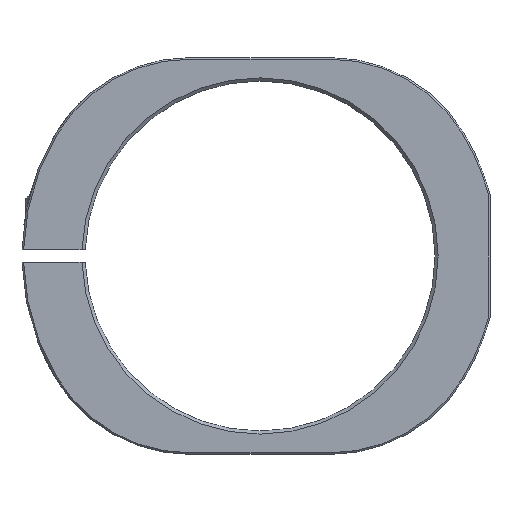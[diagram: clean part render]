
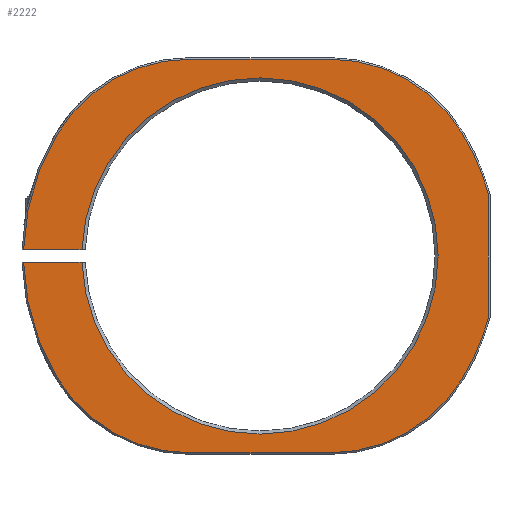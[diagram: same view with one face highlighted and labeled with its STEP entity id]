
A CAD part, left-side view. The second image highlights one B-rep face of the part: STEP entity #2222.
In plain terms, the highlighted planar face has unit normal (-1, 0, 0).
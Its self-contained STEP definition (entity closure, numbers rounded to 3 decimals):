
#13 = CARTESIAN_POINT ( 'NONE',  ( -11.491, -39.959, 19.503 ) ) ;
#14 = LINE ( 'NONE', #1594, #781 ) ;
#28 = EDGE_CURVE ( 'NONE', #502, #1969, #14, .T. ) ;
#36 = DIRECTION ( 'NONE',  ( 0., 1., 0. ) ) ;
#39 = DIRECTION ( 'NONE',  ( -1., 0., 0. ) ) ;
#52 = AXIS2_PLACEMENT_3D ( 'NONE', #1171, #1565, #1377 ) ;
#64 = VERTEX_POINT ( 'NONE', #1194 ) ;
#91 = ORIENTED_EDGE ( 'NONE', *, *, #28, .T. ) ;
#107 = CIRCLE ( 'NONE', #1372, 37.85 ) ;
#110 = CARTESIAN_POINT ( 'NONE',  ( -11.491, 3.707, -6.75 ) ) ;
#140 = DIRECTION ( 'NONE',  ( 0., 0., -1. ) ) ;
#171 = CARTESIAN_POINT ( 'NONE',  ( -11.491, -44.07, 9.835 ) ) ;
#196 = CARTESIAN_POINT ( 'NONE',  ( -11.491, 46.439, -1. ) ) ;
#226 = VERTEX_POINT ( 'NONE', #13 ) ;
#238 = ORIENTED_EDGE ( 'NONE', *, *, #971, .T. ) ;
#282 = CIRCLE ( 'NONE', #1483, 28.5 ) ;
#304 = AXIS2_PLACEMENT_3D ( 'NONE', #335, #1204, #1216 ) ;
#320 = ORIENTED_EDGE ( 'NONE', *, *, #747, .T. ) ;
#326 = VERTEX_POINT ( 'NONE', #354 ) ;
#328 = DIRECTION ( 'NONE',  ( 1., 0., 0. ) ) ;
#335 = CARTESIAN_POINT ( 'NONE',  ( -11.491, -18.747, -6.75 ) ) ;
#354 = CARTESIAN_POINT ( 'NONE',  ( -11.491, 20.962, -1. ) ) ;
#370 = FACE_OUTER_BOUND ( 'NONE', #1794, .T. ) ;
#410 = ORIENTED_EDGE ( 'NONE', *, *, #2164, .T. ) ;
#433 = ORIENTED_EDGE ( 'NONE', *, *, #1376, .T. ) ;
#461 = CARTESIAN_POINT ( 'NONE',  ( -11.491, -7.52, 31.5 ) ) ;
#474 = VECTOR ( 'NONE', #891, 1000. ) ;
#502 = VERTEX_POINT ( 'NONE', #838 ) ;
#506 = DIRECTION ( 'NONE',  ( 0., 0., -1. ) ) ;
#509 = CARTESIAN_POINT ( 'NONE',  ( -11.491, -7.52, 0. ) ) ;
#515 = CARTESIAN_POINT ( 'NONE',  ( -11.491, 3.707, 31.5 ) ) ;
#526 = VECTOR ( 'NONE', #1724, 1000. ) ;
#527 = DIRECTION ( 'NONE',  ( 0., -1., 0. ) ) ;
#544 = ORIENTED_EDGE ( 'NONE', *, *, #696, .T. ) ;
#553 = VECTOR ( 'NONE', #1537, 1000. ) ;
#607 = CARTESIAN_POINT ( 'NONE',  ( -11.491, -39.959, -19.503 ) ) ;
#659 = EDGE_CURVE ( 'NONE', #834, #2131, #2062, .T. ) ;
#661 = EDGE_CURVE ( 'NONE', #64, #1819, #1452, .T. ) ;
#674 = LINE ( 'NONE', #196, #2160 ) ;
#696 = EDGE_CURVE ( 'NONE', #831, #1437, #2275, .T. ) ;
#742 = CIRCLE ( 'NONE', #1206, 28.5 ) ;
#747 = EDGE_CURVE ( 'NONE', #2024, #64, #107, .T. ) ;
#763 = DIRECTION ( 'NONE',  ( 1., 0., 0. ) ) ;
#767 = CARTESIAN_POINT ( 'NONE',  ( -11.491, -7.52, 0. ) ) ;
#768 = DIRECTION ( 'NONE',  ( 0., 0., -1. ) ) ;
#777 = EDGE_CURVE ( 'NONE', #226, #831, #1849, .T. ) ;
#781 = VECTOR ( 'NONE', #527, 1000. ) ;
#782 = CARTESIAN_POINT ( 'NONE',  ( -11.491, -18.747, 31.5 ) ) ;
#817 = CIRCLE ( 'NONE', #304, 24.75 ) ;
#831 = VERTEX_POINT ( 'NONE', #782 ) ;
#834 = VERTEX_POINT ( 'NONE', #607 ) ;
#836 = CARTESIAN_POINT ( 'NONE',  ( -11.491, -18.747, 6.75 ) ) ;
#838 = CARTESIAN_POINT ( 'NONE',  ( -11.491, 30.316, 1. ) ) ;
#840 = ORIENTED_EDGE ( 'NONE', *, *, #1466, .T. ) ;
#850 = EDGE_CURVE ( 'NONE', #1819, #940, #1217, .T. ) ;
#891 = DIRECTION ( 'NONE',  ( 0., 0., 1. ) ) ;
#896 = ORIENTED_EDGE ( 'NONE', *, *, #1892, .T. ) ;
#933 = EDGE_CURVE ( 'NONE', #2131, #1628, #2221, .T. ) ;
#940 = VERTEX_POINT ( 'NONE', #1276 ) ;
#958 = EDGE_CURVE ( 'NONE', #1570, #502, #1682, .T. ) ;
#964 = CARTESIAN_POINT ( 'NONE',  ( -11.491, -44.07, -9.835 ) ) ;
#971 = EDGE_CURVE ( 'NONE', #326, #2024, #674, .T. ) ;
#1019 = DIRECTION ( 'NONE',  ( 0., 0., -1. ) ) ;
#1035 = AXIS2_PLACEMENT_3D ( 'NONE', #1340, #1748, #1909 ) ;
#1072 = DIRECTION ( 'NONE',  ( -1., 0., 0. ) ) ;
#1082 = CARTESIAN_POINT ( 'NONE',  ( -11.491, -7.52, 0. ) ) ;
#1103 = AXIS2_PLACEMENT_3D ( 'NONE', #1510, #1499, #1310 ) ;
#1136 = ORIENTED_EDGE ( 'NONE', *, *, #2107, .T. ) ;
#1155 = CARTESIAN_POINT ( 'NONE',  ( -11.491, -7.52, -31.5 ) ) ;
#1171 = CARTESIAN_POINT ( 'NONE',  ( -11.491, -7.52, 0. ) ) ;
#1174 = ORIENTED_EDGE ( 'NONE', *, *, #777, .T. ) ;
#1194 = CARTESIAN_POINT ( 'NONE',  ( -11.491, 24.918, -19.503 ) ) ;
#1196 = PLANE ( 'NONE',  #2280 ) ;
#1204 = DIRECTION ( 'NONE',  ( -1., 0., 0. ) ) ;
#1206 = AXIS2_PLACEMENT_3D ( 'NONE', #1668, #763, #768 ) ;
#1208 = ORIENTED_EDGE ( 'NONE', *, *, #661, .T. ) ;
#1216 = DIRECTION ( 'NONE',  ( 0., 0., -1. ) ) ;
#1217 = LINE ( 'NONE', #1155, #553 ) ;
#1231 = AXIS2_PLACEMENT_3D ( 'NONE', #110, #1902, #1364 ) ;
#1268 = DIRECTION ( 'NONE',  ( 0., 0., -1. ) ) ;
#1276 = CARTESIAN_POINT ( 'NONE',  ( -11.491, -18.747, -31.5 ) ) ;
#1285 = DIRECTION ( 'NONE',  ( 0., 0., -1. ) ) ;
#1297 = ORIENTED_EDGE ( 'NONE', *, *, #850, .T. ) ;
#1310 = DIRECTION ( 'NONE',  ( 0., 0., -1. ) ) ;
#1312 = DIRECTION ( 'NONE',  ( -1., 0., 0. ) ) ;
#1340 = CARTESIAN_POINT ( 'NONE',  ( -11.491, -7.52, 0. ) ) ;
#1344 = CARTESIAN_POINT ( 'NONE',  ( -11.491, 24.918, 19.503 ) ) ;
#1354 = ORIENTED_EDGE ( 'NONE', *, *, #1400, .T. ) ;
#1364 = DIRECTION ( 'NONE',  ( 0., 0., -1. ) ) ;
#1372 = AXIS2_PLACEMENT_3D ( 'NONE', #1082, #39, #1285 ) ;
#1376 = EDGE_CURVE ( 'NONE', #1969, #1913, #1745, .T. ) ;
#1377 = DIRECTION ( 'NONE',  ( 0., 0., -1. ) ) ;
#1400 = EDGE_CURVE ( 'NONE', #940, #834, #817, .T. ) ;
#1405 = DIRECTION ( 'NONE',  ( 1., 0., 0. ) ) ;
#1408 = CARTESIAN_POINT ( 'NONE',  ( -11.491, -7.52, -28.5 ) ) ;
#1420 = VERTEX_POINT ( 'NONE', #1408 ) ;
#1437 = VERTEX_POINT ( 'NONE', #515 ) ;
#1445 = CARTESIAN_POINT ( 'NONE',  ( -11.491, 3.707, -31.5 ) ) ;
#1452 = CIRCLE ( 'NONE', #1231, 24.75 ) ;
#1466 = EDGE_CURVE ( 'NONE', #1437, #1570, #1957, .T. ) ;
#1483 = AXIS2_PLACEMENT_3D ( 'NONE', #1924, #1405, #506 ) ;
#1499 = DIRECTION ( 'NONE',  ( -1., 0., 0. ) ) ;
#1502 = AXIS2_PLACEMENT_3D ( 'NONE', #2147, #1072, #1268 ) ;
#1510 = CARTESIAN_POINT ( 'NONE',  ( -11.491, 3.707, 6.75 ) ) ;
#1523 = CARTESIAN_POINT ( 'NONE',  ( -11.491, 30.316, -1. ) ) ;
#1537 = DIRECTION ( 'NONE',  ( 0., -1., 0. ) ) ;
#1556 = CIRCLE ( 'NONE', #1035, 37.85 ) ;
#1565 = DIRECTION ( 'NONE',  ( 1., 0., 0. ) ) ;
#1570 = VERTEX_POINT ( 'NONE', #1344 ) ;
#1594 = CARTESIAN_POINT ( 'NONE',  ( -11.491, 46.439, 1. ) ) ;
#1627 = ORIENTED_EDGE ( 'NONE', *, *, #933, .T. ) ;
#1628 = VERTEX_POINT ( 'NONE', #171 ) ;
#1668 = CARTESIAN_POINT ( 'NONE',  ( -11.491, -7.52, 0. ) ) ;
#1673 = AXIS2_PLACEMENT_3D ( 'NONE', #836, #2101, #1019 ) ;
#1682 = CIRCLE ( 'NONE', #1502, 37.85 ) ;
#1724 = DIRECTION ( 'NONE',  ( 0., 1., 0. ) ) ;
#1731 = DIRECTION ( 'NONE',  ( 0., 0., -1. ) ) ;
#1745 = CIRCLE ( 'NONE', #52, 28.5 ) ;
#1748 = DIRECTION ( 'NONE',  ( -1., 0., 0. ) ) ;
#1794 = EDGE_LOOP ( 'NONE', ( #238, #320, #1208, #1297, #1354, #1915, #1627, #1136, #1174, #544, #840, #1798, #91, #433, #410, #896 ) ) ;
#1798 = ORIENTED_EDGE ( 'NONE', *, *, #958, .T. ) ;
#1819 = VERTEX_POINT ( 'NONE', #1445 ) ;
#1849 = CIRCLE ( 'NONE', #1673, 24.75 ) ;
#1892 = EDGE_CURVE ( 'NONE', #1420, #326, #742, .T. ) ;
#1902 = DIRECTION ( 'NONE',  ( -1., 0., 0. ) ) ;
#1909 = DIRECTION ( 'NONE',  ( 0., 0., -1. ) ) ;
#1913 = VERTEX_POINT ( 'NONE', #2009 ) ;
#1915 = ORIENTED_EDGE ( 'NONE', *, *, #659, .T. ) ;
#1924 = CARTESIAN_POINT ( 'NONE',  ( -11.491, -7.52, 0. ) ) ;
#1957 = CIRCLE ( 'NONE', #1103, 24.75 ) ;
#1969 = VERTEX_POINT ( 'NONE', #2005 ) ;
#2005 = CARTESIAN_POINT ( 'NONE',  ( -11.491, 20.962, 1. ) ) ;
#2009 = CARTESIAN_POINT ( 'NONE',  ( -11.491, -7.52, 28.5 ) ) ;
#2024 = VERTEX_POINT ( 'NONE', #1523 ) ;
#2062 = CIRCLE ( 'NONE', #2188, 37.85 ) ;
#2101 = DIRECTION ( 'NONE',  ( -1., 0., 0. ) ) ;
#2107 = EDGE_CURVE ( 'NONE', #1628, #226, #1556, .T. ) ;
#2131 = VERTEX_POINT ( 'NONE', #964 ) ;
#2147 = CARTESIAN_POINT ( 'NONE',  ( -11.491, -7.52, 0. ) ) ;
#2160 = VECTOR ( 'NONE', #36, 1000. ) ;
#2164 = EDGE_CURVE ( 'NONE', #1913, #1420, #282, .T. ) ;
#2166 = CARTESIAN_POINT ( 'NONE',  ( -11.491, -44.07, 0. ) ) ;
#2188 = AXIS2_PLACEMENT_3D ( 'NONE', #767, #1312, #1731 ) ;
#2221 = LINE ( 'NONE', #2166, #474 ) ;
#2222 = ADVANCED_FACE ( 'NONE', ( #370 ), #1196, .F. ) ;
#2275 = LINE ( 'NONE', #461, #526 ) ;
#2280 = AXIS2_PLACEMENT_3D ( 'NONE', #509, #328, #140 ) ;
